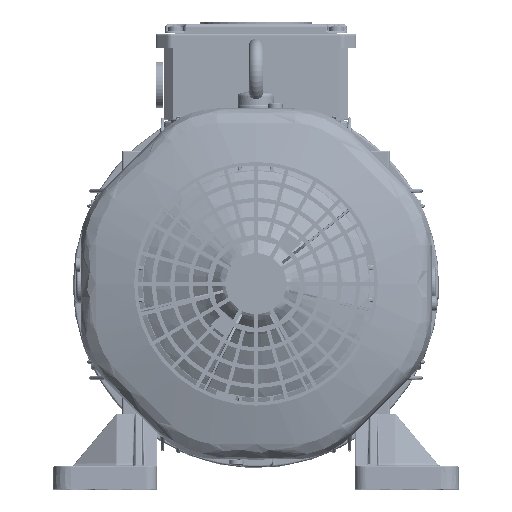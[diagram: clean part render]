
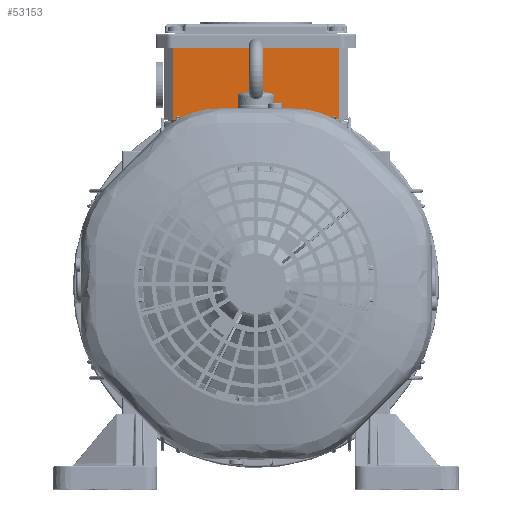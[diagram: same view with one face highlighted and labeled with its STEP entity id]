
A CAD part, top view. The second image highlights one B-rep face of the part: STEP entity #53153.
In plain terms, the highlighted planar face has unit normal (0, 0, 1).
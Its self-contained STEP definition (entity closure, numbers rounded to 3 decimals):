
#4258=PLANE('',#148422);
#29040=FACE_OUTER_BOUND('',#61241,.T.);
#35906=LINE('',#238397,#42712);
#35910=LINE('',#238405,#42716);
#35920=LINE('',#238426,#42726);
#35932=LINE('',#238449,#42738);
#42712=VECTOR('',#169958,1.);
#42716=VECTOR('',#169964,1.);
#42726=VECTOR('',#169978,1.);
#42738=VECTOR('',#169992,1.);
#53153=ADVANCED_FACE('',(#29040),#4258,.T.);
#61241=EDGE_LOOP('',(#85086,#85087,#85088,#85089));
#85086=ORIENTED_EDGE('',*,*,#124490,.F.);
#85087=ORIENTED_EDGE('',*,*,#124502,.T.);
#85088=ORIENTED_EDGE('',*,*,#124480,.F.);
#85089=ORIENTED_EDGE('',*,*,#124476,.F.);
#106113=VERTEX_POINT('',#238395);
#106115=VERTEX_POINT('',#238398);
#106118=VERTEX_POINT('',#238406);
#106126=VERTEX_POINT('',#238425);
#124476=EDGE_CURVE('',#106113,#106115,#35906,.T.);
#124480=EDGE_CURVE('',#106115,#106118,#35910,.T.);
#124490=EDGE_CURVE('',#106126,#106113,#35920,.T.);
#124502=EDGE_CURVE('',#106126,#106118,#35932,.T.);
#148422=AXIS2_PLACEMENT_3D('',#238450,#169993,#169994);
#169958=DIRECTION('',(0.,-1.,0.));
#169964=DIRECTION('',(-1.,0.,0.));
#169978=DIRECTION('',(1.,0.,0.));
#169992=DIRECTION('',(0.,-1.,0.));
#169993=DIRECTION('',(0.,0.,1.));
#169994=DIRECTION('',(1.,0.,0.));
#238395=CARTESIAN_POINT('',(45.172,129.5,172.));
#238397=CARTESIAN_POINT('',(45.172,142.,172.));
#238398=CARTESIAN_POINT('',(45.172,90.,172.));
#238405=CARTESIAN_POINT('',(45.172,90.,172.));
#238406=CARTESIAN_POINT('',(-45.172,90.,172.));
#238425=CARTESIAN_POINT('',(-45.172,129.5,172.));
#238426=CARTESIAN_POINT('',(-45.172,129.5,172.));
#238449=CARTESIAN_POINT('',(-45.172,142.,172.));
#238450=CARTESIAN_POINT('',(45.172,142.,172.));
